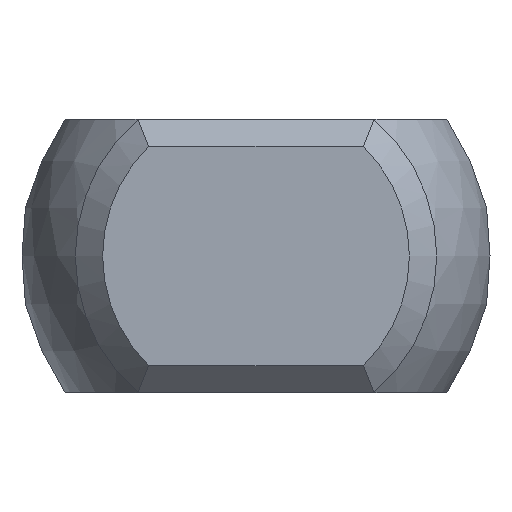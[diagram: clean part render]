
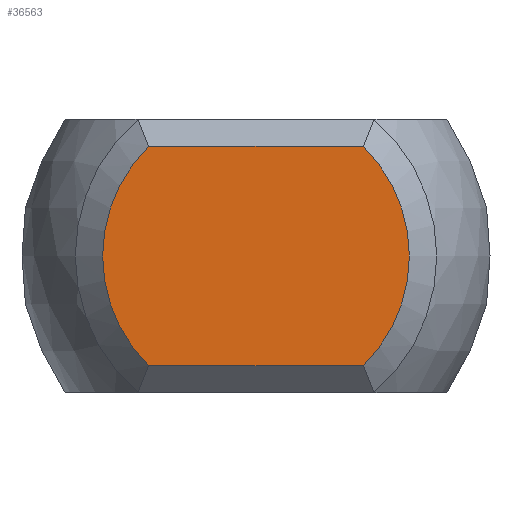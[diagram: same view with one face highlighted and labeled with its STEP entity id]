
A CAD part, left-side view. The second image highlights one B-rep face of the part: STEP entity #36563.
In plain terms, the highlighted planar face has unit normal (-1, 0, 0).
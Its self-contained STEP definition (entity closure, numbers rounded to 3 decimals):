
#34963 = PLANE('',#34964);
#34964 = AXIS2_PLACEMENT_3D('',#34965,#34966,#34967);
#34965 = CARTESIAN_POINT('',(-24.75,3.125,2.25));
#34966 = DIRECTION('',(-0.707,0.,0.707));
#34967 = DIRECTION('',(0.707,0.,0.707));
#36207 = EDGE_CURVE('',#36208,#36210,#36212,.T.);
#36208 = VERTEX_POINT('',#36209);
#36209 = CARTESIAN_POINT('',(-25.,-1.96,-2.));
#36210 = VERTEX_POINT('',#36211);
#36211 = CARTESIAN_POINT('',(-25.,1.96,-2.));
#36212 = SURFACE_CURVE('',#36213,(#36217,#36229),.PCURVE_S1.);
#36213 = LINE('',#36214,#36215);
#36214 = CARTESIAN_POINT('',(-25.,-3.125,-2.));
#36215 = VECTOR('',#36216,1.);
#36216 = DIRECTION('',(0.,1.,0.));
#36217 = PCURVE('',#36218,#36223);
#36218 = PLANE('',#36219);
#36219 = AXIS2_PLACEMENT_3D('',#36220,#36221,#36222);
#36220 = CARTESIAN_POINT('',(-24.75,-3.125,-2.25));
#36221 = DIRECTION('',(-0.707,0.,
    -0.707));
#36222 = DIRECTION('',(-0.707,0.,0.707));
#36223 = DEFINITIONAL_REPRESENTATION('',(#36224),#36228);
#36224 = LINE('',#36225,#36226);
#36225 = CARTESIAN_POINT('',(0.354,0.));
#36226 = VECTOR('',#36227,1.);
#36227 = DIRECTION('',(0.,1.));
#36228 = ( GEOMETRIC_REPRESENTATION_CONTEXT(2) 
PARAMETRIC_REPRESENTATION_CONTEXT() REPRESENTATION_CONTEXT('2D SPACE',''
  ) );
#36229 = PCURVE('',#36230,#36235);
#36230 = PLANE('',#36231);
#36231 = AXIS2_PLACEMENT_3D('',#36232,#36233,#36234);
#36232 = CARTESIAN_POINT('',(-25.,0.,0.));
#36233 = DIRECTION('',(1.,0.,0.));
#36234 = DIRECTION('',(0.,0.,-1.));
#36235 = DEFINITIONAL_REPRESENTATION('',(#36236),#36240);
#36236 = LINE('',#36237,#36238);
#36237 = CARTESIAN_POINT('',(2.,-3.125));
#36238 = VECTOR('',#36239,1.);
#36239 = DIRECTION('',(0.,1.));
#36240 = ( GEOMETRIC_REPRESENTATION_CONTEXT(2) 
PARAMETRIC_REPRESENTATION_CONTEXT() REPRESENTATION_CONTEXT('2D SPACE',''
  ) );
#36260 = CONICAL_SURFACE('',#36261,3.05,0.785);
#36261 = AXIS2_PLACEMENT_3D('',#36262,#36263,#36264);
#36262 = CARTESIAN_POINT('',(-24.75,0.,0.));
#36263 = DIRECTION('',(1.,0.,0.));
#36264 = DIRECTION('',(-0.,1.,0.));
#36310 = CONICAL_SURFACE('',#36311,3.05,0.785);
#36311 = AXIS2_PLACEMENT_3D('',#36312,#36313,#36314);
#36312 = CARTESIAN_POINT('',(-24.75,0.,0.));
#36313 = DIRECTION('',(1.,0.,0.));
#36314 = DIRECTION('',(0.,-1.,0.));
#36324 = EDGE_CURVE('',#36325,#36327,#36329,.T.);
#36325 = VERTEX_POINT('',#36326);
#36326 = CARTESIAN_POINT('',(-25.,1.96,2.));
#36327 = VERTEX_POINT('',#36328);
#36328 = CARTESIAN_POINT('',(-25.,-1.96,2.));
#36329 = SURFACE_CURVE('',#36330,(#36334,#36341),.PCURVE_S1.);
#36330 = LINE('',#36331,#36332);
#36331 = CARTESIAN_POINT('',(-25.,3.125,2.));
#36332 = VECTOR('',#36333,1.);
#36333 = DIRECTION('',(0.,-1.,0.));
#36334 = PCURVE('',#34963,#36335);
#36335 = DEFINITIONAL_REPRESENTATION('',(#36336),#36340);
#36336 = LINE('',#36337,#36338);
#36337 = CARTESIAN_POINT('',(-0.354,0.));
#36338 = VECTOR('',#36339,1.);
#36339 = DIRECTION('',(0.,-1.));
#36340 = ( GEOMETRIC_REPRESENTATION_CONTEXT(2) 
PARAMETRIC_REPRESENTATION_CONTEXT() REPRESENTATION_CONTEXT('2D SPACE',''
  ) );
#36341 = PCURVE('',#36230,#36342);
#36342 = DEFINITIONAL_REPRESENTATION('',(#36343),#36347);
#36343 = LINE('',#36344,#36345);
#36344 = CARTESIAN_POINT('',(-2.,3.125));
#36345 = VECTOR('',#36346,1.);
#36346 = DIRECTION('',(0.,-1.));
#36347 = ( GEOMETRIC_REPRESENTATION_CONTEXT(2) 
PARAMETRIC_REPRESENTATION_CONTEXT() REPRESENTATION_CONTEXT('2D SPACE',''
  ) );
#36420 = EDGE_CURVE('',#36327,#36208,#36421,.T.);
#36421 = SURFACE_CURVE('',#36422,(#36427,#36434),.PCURVE_S1.);
#36422 = CIRCLE('',#36423,2.8);
#36423 = AXIS2_PLACEMENT_3D('',#36424,#36425,#36426);
#36424 = CARTESIAN_POINT('',(-25.,0.,0.));
#36425 = DIRECTION('',(1.,0.,0.));
#36426 = DIRECTION('',(0.,-1.,0.));
#36427 = PCURVE('',#36310,#36428);
#36428 = DEFINITIONAL_REPRESENTATION('',(#36429),#36433);
#36429 = LINE('',#36430,#36431);
#36430 = CARTESIAN_POINT('',(-6.283,-0.25));
#36431 = VECTOR('',#36432,1.);
#36432 = DIRECTION('',(1.,0.));
#36433 = ( GEOMETRIC_REPRESENTATION_CONTEXT(2) 
PARAMETRIC_REPRESENTATION_CONTEXT() REPRESENTATION_CONTEXT('2D SPACE',''
  ) );
#36434 = PCURVE('',#36230,#36435);
#36435 = DEFINITIONAL_REPRESENTATION('',(#36436),#36440);
#36436 = CIRCLE('',#36437,2.8);
#36437 = AXIS2_PLACEMENT_2D('',#36438,#36439);
#36438 = CARTESIAN_POINT('',(0.,0.));
#36439 = DIRECTION('',(0.,-1.));
#36440 = ( GEOMETRIC_REPRESENTATION_CONTEXT(2) 
PARAMETRIC_REPRESENTATION_CONTEXT() REPRESENTATION_CONTEXT('2D SPACE',''
  ) );
#36446 = EDGE_CURVE('',#36210,#36325,#36447,.T.);
#36447 = SURFACE_CURVE('',#36448,(#36453,#36460),.PCURVE_S1.);
#36448 = CIRCLE('',#36449,2.8);
#36449 = AXIS2_PLACEMENT_3D('',#36450,#36451,#36452);
#36450 = CARTESIAN_POINT('',(-25.,0.,0.));
#36451 = DIRECTION('',(1.,0.,0.));
#36452 = DIRECTION('',(-0.,1.,0.));
#36453 = PCURVE('',#36260,#36454);
#36454 = DEFINITIONAL_REPRESENTATION('',(#36455),#36459);
#36455 = LINE('',#36456,#36457);
#36456 = CARTESIAN_POINT('',(0.,-0.25));
#36457 = VECTOR('',#36458,1.);
#36458 = DIRECTION('',(1.,0.));
#36459 = ( GEOMETRIC_REPRESENTATION_CONTEXT(2) 
PARAMETRIC_REPRESENTATION_CONTEXT() REPRESENTATION_CONTEXT('2D SPACE',''
  ) );
#36460 = PCURVE('',#36230,#36461);
#36461 = DEFINITIONAL_REPRESENTATION('',(#36462),#36466);
#36462 = CIRCLE('',#36463,2.8);
#36463 = AXIS2_PLACEMENT_2D('',#36464,#36465);
#36464 = CARTESIAN_POINT('',(0.,0.));
#36465 = DIRECTION('',(0.,1.));
#36466 = ( GEOMETRIC_REPRESENTATION_CONTEXT(2) 
PARAMETRIC_REPRESENTATION_CONTEXT() REPRESENTATION_CONTEXT('2D SPACE',''
  ) );
#36563 = ADVANCED_FACE('',(#36564),#36230,.F.);
#36564 = FACE_BOUND('',#36565,.T.);
#36565 = EDGE_LOOP('',(#36566,#36567,#36568,#36569));
#36566 = ORIENTED_EDGE('',*,*,#36324,.F.);
#36567 = ORIENTED_EDGE('',*,*,#36446,.F.);
#36568 = ORIENTED_EDGE('',*,*,#36207,.F.);
#36569 = ORIENTED_EDGE('',*,*,#36420,.F.);
